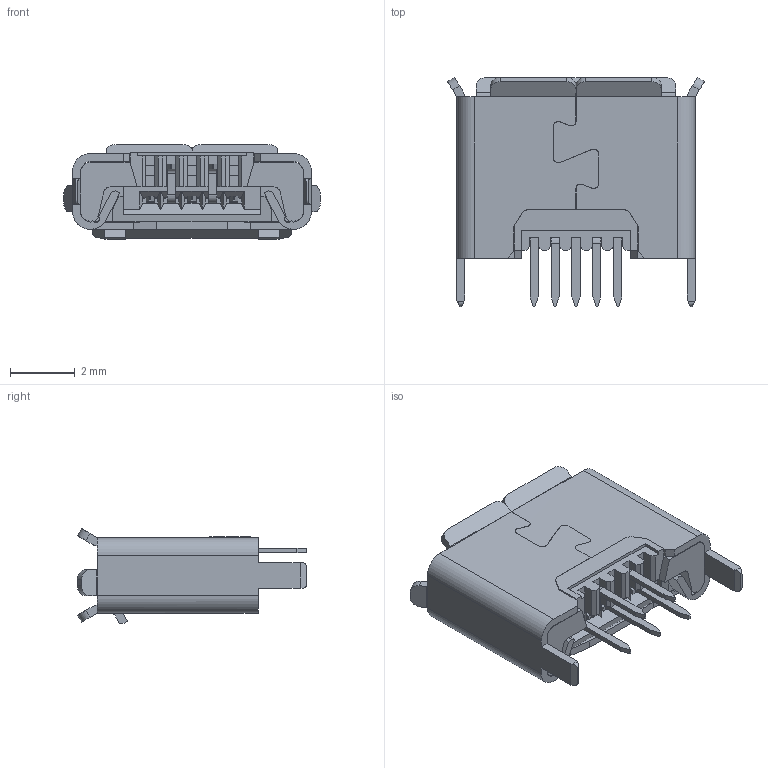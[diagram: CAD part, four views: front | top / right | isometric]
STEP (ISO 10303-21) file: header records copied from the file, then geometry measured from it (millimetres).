
FILE_DESCRIPTION (( 'STEP AP214' ), '1' );
FILE_NAME ('User Library-USB3105-30-A_revE.STEP', '2020-12-08T06:36:13', ( '' ), ( '' ), 'SwSTEP 2.0', 'SolidWorks 2020', '' );
FILE_SCHEMA (( 'AUTOMOTIVE_DESIGN' ));
Length unit declared in the file: millimetre
Products named in the file (8): MICRO_TER_L; MICRO_TER_2; MICRO_TER; HSG-1_A_DFKGJ; MICRO_TER_L_1; MICRO_USB_SHELL_A1_A_DFKGJ; User Library-USB3105-30-A_revE; MICRO_TER_1
Assembly tree (7 placements, depth 2):
  User Library-USB3105-30-A_revE
    HSG-1_A_DFKGJ
    MICRO_TER
    MICRO_TER_1
    MICRO_TER_2
    MICRO_TER_L
    MICRO_TER_L_1
    MICRO_USB_SHELL_A1_A_DFKGJ
Bounding box: 7.96 x 7.11 x 2.94 mm (x, y, z)
Volume: 18.9 mm3; surface area: 329.6 mm2
Topology: 6 solids, 28 shells, 641 faces, 1840 edges, 1218 vertices
Faces by surface type: plane 494, cylinder 137, bspline 10
Entity records: 21523 total; most frequent: CARTESIAN_POINT 4432, ORIENTED_EDGE 3508, DIRECTION 3326, EDGE_CURVE 1840, LINE 1526, VECTOR 1526, VERTEX_POINT 1218, AXIS2_PLACEMENT_3D 900
